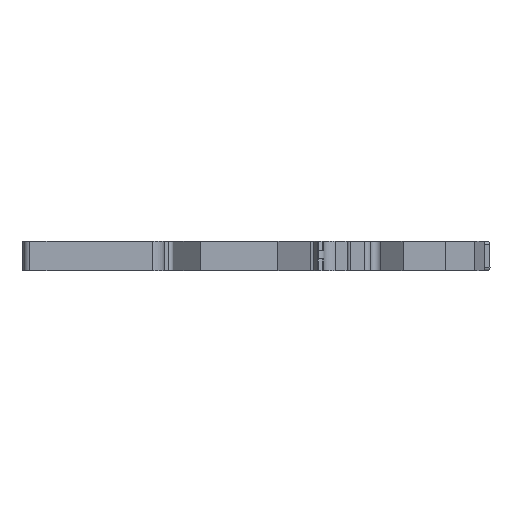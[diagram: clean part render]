
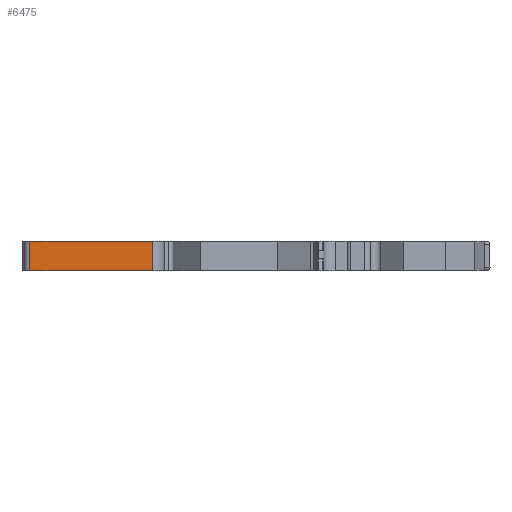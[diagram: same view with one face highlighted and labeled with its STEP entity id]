
A CAD part, front view. The second image highlights one B-rep face of the part: STEP entity #6475.
In plain terms, the highlighted planar face has unit normal (0, -1, 0).
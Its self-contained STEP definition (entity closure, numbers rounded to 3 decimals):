
#1721=DIRECTION('',(0.,0.,-1.));
#1722=VECTOR('',#1721,5.);
#1723=CARTESIAN_POINT('',(-38.8,0.,0.));
#1724=LINE('',#1723,#1722);
#1729=DIRECTION('',(1.,0.,0.));
#1730=VECTOR('',#1729,21.05);
#1731=CARTESIAN_POINT('',(-38.8,0.,0.));
#1732=LINE('',#1731,#1730);
#1733=DIRECTION('',(-1.,0.,0.));
#1734=VECTOR('',#1733,21.05);
#1735=CARTESIAN_POINT('',(-17.75,0.,-5.));
#1736=LINE('',#1735,#1734);
#1737=DIRECTION('',(0.,0.,1.));
#1738=VECTOR('',#1737,5.);
#1739=CARTESIAN_POINT('',(-17.75,0.,-5.));
#1740=LINE('',#1739,#1738);
#3783=CARTESIAN_POINT('',(-17.75,0.,0.));
#3784=VERTEX_POINT('',#3783);
#3785=CARTESIAN_POINT('',(-38.8,0.,0.));
#3786=VERTEX_POINT('',#3785);
#4301=CARTESIAN_POINT('',(-38.8,0.,-5.));
#4302=VERTEX_POINT('',#4301);
#4303=CARTESIAN_POINT('',(-17.75,0.,-5.));
#4304=VERTEX_POINT('',#4303);
#6463=CARTESIAN_POINT('',(-28.275,0.,-2.5));
#6464=DIRECTION('',(0.,1.,0.));
#6465=DIRECTION('',(1.,0.,0.));
#6466=AXIS2_PLACEMENT_3D('',#6463,#6464,#6465);
#6467=PLANE('',#6466);
#6468=ORIENTED_EDGE('',*,*,#6456,.F.);
#6469=ORIENTED_EDGE('',*,*,#5897,.T.);
#6471=ORIENTED_EDGE('',*,*,#6470,.F.);
#6472=ORIENTED_EDGE('',*,*,#5187,.T.);
#6473=EDGE_LOOP('',(#6468,#6469,#6471,#6472));
#6474=FACE_OUTER_BOUND('',#6473,.F.);
#5187=EDGE_CURVE('',#4304,#4302,#1736,.T.);
#5897=EDGE_CURVE('',#3786,#3784,#1732,.T.);
#6456=EDGE_CURVE('',#3786,#4302,#1724,.T.);
#6470=EDGE_CURVE('',#4304,#3784,#1740,.T.);
#6475=ADVANCED_FACE('',(#6474),#6467,.F.);
